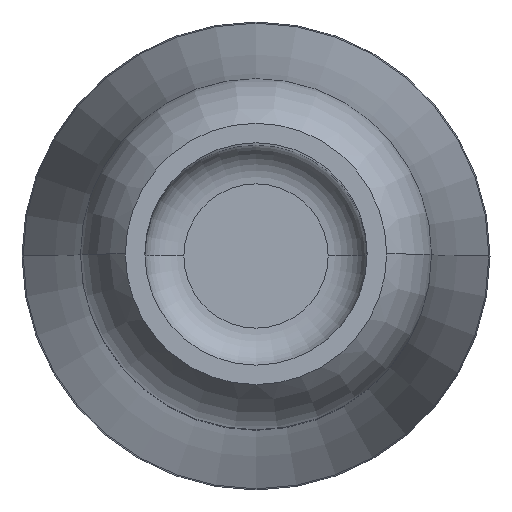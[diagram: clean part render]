
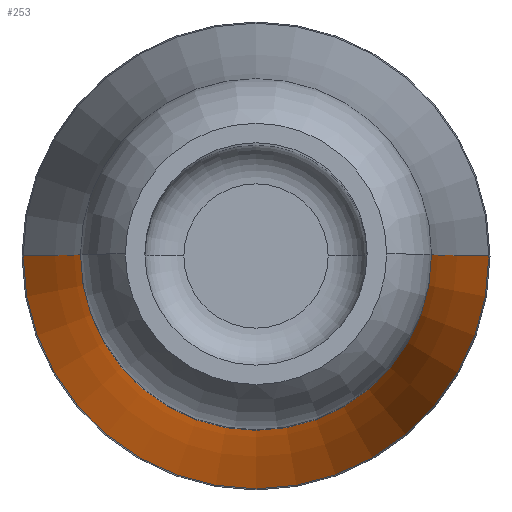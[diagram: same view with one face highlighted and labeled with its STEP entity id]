
A CAD part, top view. The second image highlights one B-rep face of the part: STEP entity #253.
In plain terms, the highlighted toroidal (fillet/blend) face has major radius 104.5 mm and minor radius 100 mm.
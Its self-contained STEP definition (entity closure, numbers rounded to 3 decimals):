
#2 = EDGE_LOOP ( 'NONE', ( #108, #101, #148, #129 ) ) ;
#6 = CIRCLE ( 'NONE', #97, 4.5 ) ;
#24 = CIRCLE ( 'NONE', #75, 100. ) ;
#34 = TOROIDAL_SURFACE ( 'NONE', #74, 104.5, 100. ) ;
#40 = AXIS2_PLACEMENT_3D ( 'NONE', #407, #348, #392 ) ;
#58 = AXIS2_PLACEMENT_3D ( 'NONE', #337, #343, #316 ) ;
#62 = CIRCLE ( 'NONE', #40, 100. ) ;
#74 = AXIS2_PLACEMENT_3D ( 'NONE', #387, #330, #420 ) ;
#75 = AXIS2_PLACEMENT_3D ( 'NONE', #336, #419, #399 ) ;
#84 = CIRCLE ( 'NONE', #58, 5.971 ) ;
#97 = AXIS2_PLACEMENT_3D ( 'NONE', #405, #388, #324 ) ;
#101 = ORIENTED_EDGE ( 'NONE', *, *, #442, .T. ) ;
#106 = VERTEX_POINT ( 'NONE', #176 ) ;
#108 = ORIENTED_EDGE ( 'NONE', *, *, #444, .F. ) ;
#129 = ORIENTED_EDGE ( 'NONE', *, *, #266, .F. ) ;
#133 = VERTEX_POINT ( 'NONE', #179 ) ;
#148 = ORIENTED_EDGE ( 'NONE', *, *, #246, .T. ) ;
#152 = VERTEX_POINT ( 'NONE', #427 ) ;
#172 = VERTEX_POINT ( 'NONE', #355 ) ;
#176 = CARTESIAN_POINT ( 'NONE',  ( 5.971, 0., 2.342 ) ) ;
#179 = CARTESIAN_POINT ( 'NONE',  ( -4.5, 0., 19.428 ) ) ;
#246 = EDGE_CURVE ( 'NONE', #152, #106, #84, .T. ) ;
#253 = ADVANCED_FACE ( 'NONE', ( #307 ), #34, .F. ) ;
#266 = EDGE_CURVE ( 'NONE', #172, #106, #62, .T. ) ;
#307 = FACE_OUTER_BOUND ( 'NONE', #2, .T. ) ;
#316 = DIRECTION ( 'NONE',  ( 1., 0., 0. ) ) ;
#324 = DIRECTION ( 'NONE',  ( 1., 0., 0. ) ) ;
#330 = DIRECTION ( 'NONE',  ( 0., 0., 1. ) ) ;
#336 = CARTESIAN_POINT ( 'NONE',  ( -104.5, 0., 19.428 ) ) ;
#337 = CARTESIAN_POINT ( 'NONE',  ( 0., 0., 2.342 ) ) ;
#343 = DIRECTION ( 'NONE',  ( 0., 0., 1. ) ) ;
#348 = DIRECTION ( 'NONE',  ( 0., -1., 0. ) ) ;
#355 = CARTESIAN_POINT ( 'NONE',  ( 4.5, 0., 19.428 ) ) ;
#387 = CARTESIAN_POINT ( 'NONE',  ( 0., 0., 19.428 ) ) ;
#388 = DIRECTION ( 'NONE',  ( 0., 0., 1. ) ) ;
#392 = DIRECTION ( 'NONE',  ( 0., 0., -1. ) ) ;
#399 = DIRECTION ( 'NONE',  ( -1., 0., 0. ) ) ;
#405 = CARTESIAN_POINT ( 'NONE',  ( 0., 0., 19.428 ) ) ;
#407 = CARTESIAN_POINT ( 'NONE',  ( 104.5, 0., 19.428 ) ) ;
#419 = DIRECTION ( 'NONE',  ( 0., 1., 0. ) ) ;
#420 = DIRECTION ( 'NONE',  ( 1., 0., 0. ) ) ;
#427 = CARTESIAN_POINT ( 'NONE',  ( -5.971, 0., 2.342 ) ) ;
#442 = EDGE_CURVE ( 'NONE', #133, #152, #24, .T. ) ;
#444 = EDGE_CURVE ( 'NONE', #133, #172, #6, .T. ) ;
